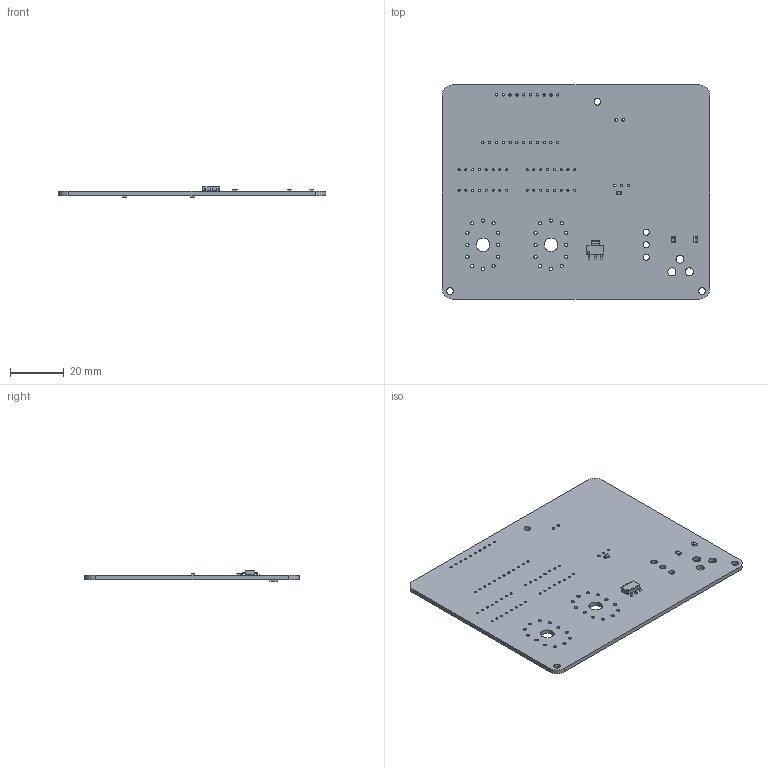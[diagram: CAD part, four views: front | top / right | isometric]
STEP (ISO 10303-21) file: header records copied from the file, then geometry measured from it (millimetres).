
FILE_DESCRIPTION(('PCB Assembly'),'2;1');
FILE_NAME('Nixie Counter','2024-11-03T19:07:38',(''),(''), 'Open CASCADE STEP processor 7.7','LibrePCB','Unknown');
FILE_SCHEMA(('AUTOMOTIVE_DESIGN { 1 0 10303 214 1 1 1 1 }'));
Length unit declared in the file: millimetre
Products named in the file (15): Nixie Counter; PCB; PCB:1; R1; R1:1; R2; R2:1; R3; R3:1; R4; R4:1; R5; R5:1; U2; U2:1
Assembly tree (14 placements, depth 3):
  Nixie Counter
    PCB
      PCB:1
    R1
      R1:1
    R2
      R2:1
    R3
      R3:1
    R4
      R4:1
    R5
      R5:1
    U2
      U2:1
Bounding box: 100 x 80 x 4.1 mm (x, y, z)
Volume: 12598.3 mm3; surface area: 16992.6 mm2
Topology: 12 solids, 12 shells, 495 faces, 1226 edges, 716 vertices
Faces by surface type: cylinder 294, plane 145, sphere 40, bspline 16
Full cylindrical faces by diameter (mm): 0.8 x2
Entity records: 33804 total; most frequent: CARTESIAN_POINT 7112, DIRECTION 4926, LINE 2454, VECTOR 2454, ORIENTED_EDGE 2372, PCURVE 2372, DEFINITIONAL_REPRESENTATION 2372, EDGE_CURVE 1186
